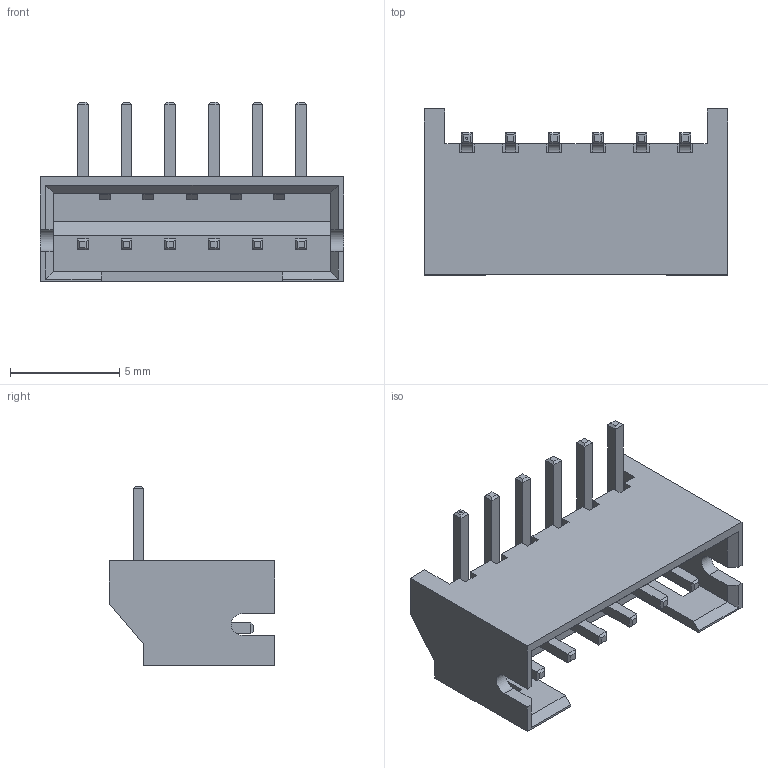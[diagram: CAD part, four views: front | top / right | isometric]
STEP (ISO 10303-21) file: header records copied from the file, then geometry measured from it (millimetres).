
FILE_DESCRIPTION (( 'STEP AP214' ), '1' );
FILE_NAME ('JST-S6B-PH-K-S.STEP', '2020-12-29T22:14:27', ( '' ), ( '' ), 'SwSTEP 2.0', 'SolidWorks 2020', '' );
FILE_SCHEMA (( 'AUTOMOTIVE_DESIGN' ));
Length unit declared in the file: millimetre
Products named in the file (1): JST-S6B-PH-K-S
Bounding box: 13.9 x 7.6 x 8.2 mm (x, y, z)
Volume: 192.3 mm3; surface area: 601.5 mm2
Topology: 1 solids, 1 shells, 229 faces, 574 edges, 356 vertices
Faces by surface type: plane 201, bspline 24, cylinder 4
Entity records: 9916 total; most frequent: CARTESIAN_POINT 2000, ORIENTED_EDGE 1148, DIRECTION 1018, EDGE_CURVE 574, VECTOR 542, LINE 542, VERTEX_POINT 356, EDGE_LOOP 242
